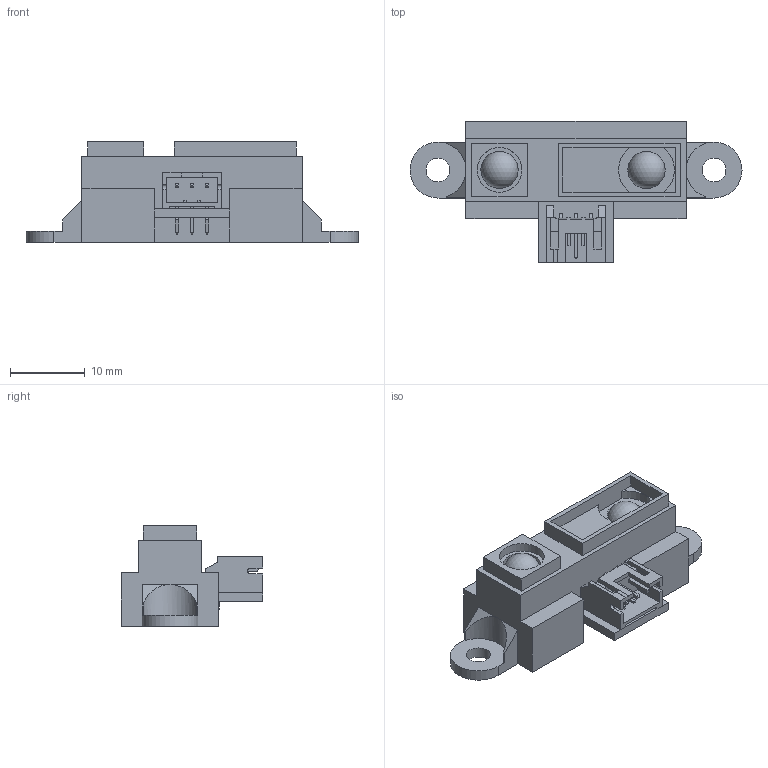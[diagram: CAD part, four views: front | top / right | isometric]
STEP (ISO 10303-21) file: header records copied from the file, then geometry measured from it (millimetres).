
FILE_DESCRIPTION(('FreeCAD Model'),'2;1');
FILE_NAME('Sharp_GP2Y0A41SK0F.step','2018-09-14T18:59:19',( 'kicad StepUp'),('ksu MCAD'),'Open CASCADE STEP processor 7.2', 'FreeCAD','Unknown');
FILE_SCHEMA(('AUTOMOTIVE_DESIGN { 1 0 10303 214 1 1 1 1 }'));
Length unit declared in the file: millimetre
Products named in the file (1): Sharp_GP2Y0A41SK0F
Bounding box: 44.5 x 18.9 x 13.5 mm (x, y, z)
Volume: 2922.6 mm3; surface area: 3318.3 mm2
Topology: 4 solids, 4 shells, 220 faces, 596 edges, 388 vertices
Faces by surface type: plane 199, cylinder 19, sphere 2
Full cylindrical faces by diameter (mm): 3.2 x2, 5 x2, 6 x1
Entity records: 8335 total; most frequent: CARTESIAN_POINT 1201, ORIENTED_EDGE 1184, DIRECTION 1086, EDGE_CURVE 592, LINE 540, VECTOR 540, VERTEX_POINT 388, AXIS2_PLACEMENT_3D 273
